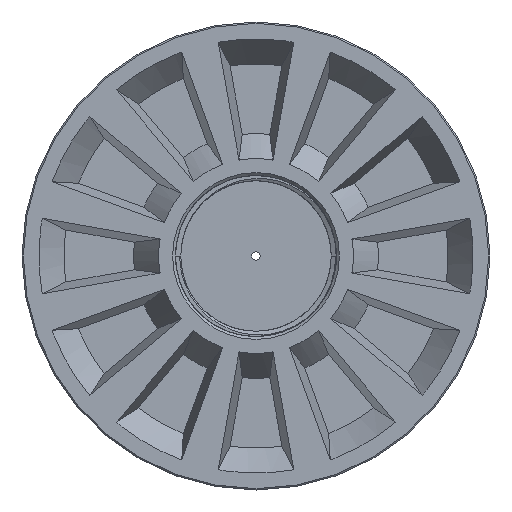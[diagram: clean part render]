
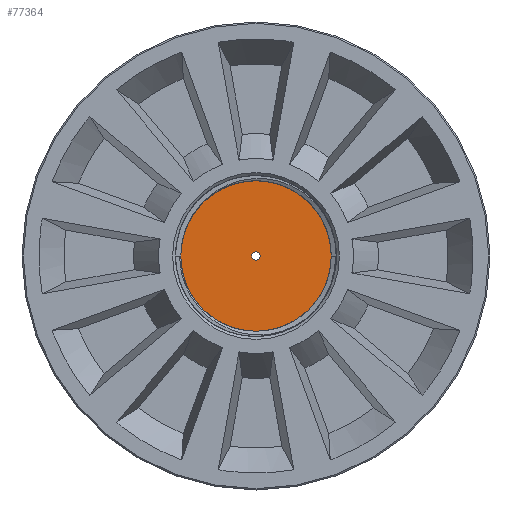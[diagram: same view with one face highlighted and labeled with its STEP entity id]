
A CAD part, front view. The second image highlights one B-rep face of the part: STEP entity #77364.
In plain terms, the highlighted planar face has unit normal (0, -1, 0).
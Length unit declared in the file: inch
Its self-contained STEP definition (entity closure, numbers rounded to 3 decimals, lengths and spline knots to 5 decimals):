
#77333=CARTESIAN_POINT('',(-0.0625,0.,0.0));
#77334=VERTEX_POINT('',#77333);
#77335=CARTESIAN_POINT('',(0.,0.,0.0));
#77336=DIRECTION('',(0.0,1.0,0.0));
#77337=DIRECTION('',(-1.0,0.0,0.0));
#77338=AXIS2_PLACEMENT_3D('',#77335,#77336,#77337);
#77339=CIRCLE('',#77338,0.0625);
#77340=EDGE_CURVE('',#77334,#77334,#77339,.T.);
#77345=CARTESIAN_POINT('',(-1.5725,0.,0.0));
#77346=DIRECTION('',(0.0,-1.0,0.0));
#77347=DIRECTION('',(0.0,0.0,-1.0));
#77348=AXIS2_PLACEMENT_3D('',#77345,#77346,#77347);
#77349=PLANE('',#77348);
#77350=CARTESIAN_POINT('',(-3.145,0.,0.0));
#77351=VERTEX_POINT('',#77350);
#77352=CARTESIAN_POINT('',(0.,0.,0.0));
#77353=DIRECTION('',(0.0,1.0,0.0));
#77354=DIRECTION('',(-1.0,0.0,0.0));
#77355=AXIS2_PLACEMENT_3D('',#77352,#77353,#77354);
#77356=CIRCLE('',#77355,3.145);
#77357=EDGE_CURVE('',#77351,#77351,#77356,.T.);
#77358=ORIENTED_EDGE('',*,*,#77357,.F.);
#77359=EDGE_LOOP('',(#77358));
#77360=FACE_OUTER_BOUND('',#77359,.T.);
#77361=ORIENTED_EDGE('',*,*,#77340,.T.);
#77362=EDGE_LOOP('',(#77361));
#77363=FACE_BOUND('',#77362,.T.);
#77364=ADVANCED_FACE('',(#77360,#77363),#77349,.T.);
